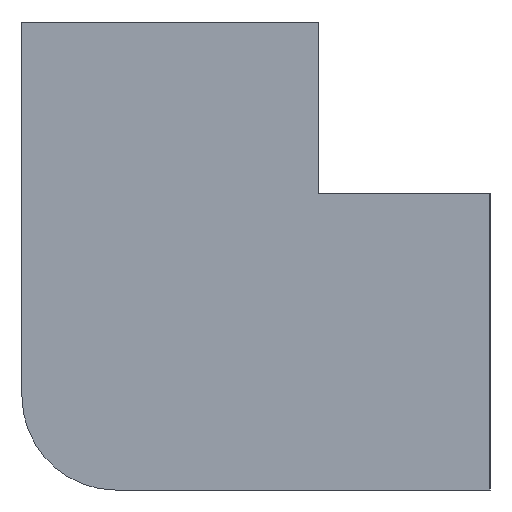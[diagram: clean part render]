
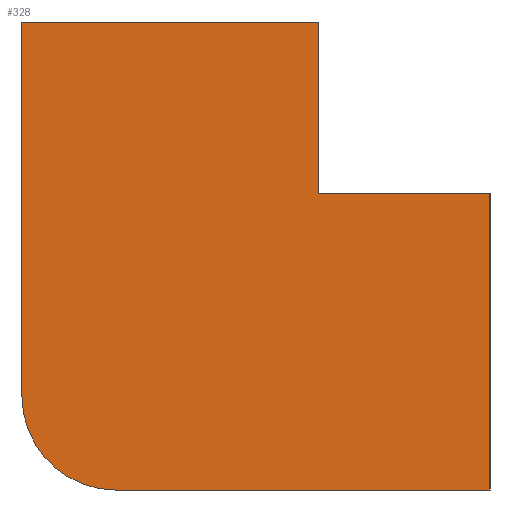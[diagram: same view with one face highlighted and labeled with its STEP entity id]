
A CAD part, left-side view. The second image highlights one B-rep face of the part: STEP entity #328.
In plain terms, the highlighted planar face has unit normal (-1, 0, 0).
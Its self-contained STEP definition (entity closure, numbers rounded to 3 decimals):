
#9 = CARTESIAN_POINT ( 'NONE',  ( -77.55, 30., -50. ) ) ;
#12 = CARTESIAN_POINT ( 'NONE',  ( -77.55, -13.4, 13.4 ) ) ;
#17 = CARTESIAN_POINT ( 'NONE',  ( -77.55, 50., 50. ) ) ;
#20 = CARTESIAN_POINT ( 'NONE',  ( -77.55, -13.4, 50. ) ) ;
#22 = CARTESIAN_POINT ( 'NONE',  ( -77.55, 50., -30. ) ) ;
#48 = CARTESIAN_POINT ( 'NONE',  ( -77.55, 50., 50. ) ) ;
#53 = DIRECTION ( 'NONE',  ( 0., 0., 1. ) ) ;
#58 = VECTOR ( 'NONE', #326, 1000. ) ;
#63 = LINE ( 'NONE', #267, #58 ) ;
#75 = VECTOR ( 'NONE', #53, 1000. ) ;
#76 = LINE ( 'NONE', #48, #75 ) ;
#89 = FACE_OUTER_BOUND ( 'NONE', #358, .T. ) ;
#91 = AXIS2_PLACEMENT_3D ( 'NONE', #136, #121, #120 ) ;
#98 = CARTESIAN_POINT ( 'NONE',  ( -77.55, -50., -50. ) ) ;
#111 = EDGE_CURVE ( 'NONE', #386, #463, #341, .T. ) ;
#116 = VECTOR ( 'NONE', #162, 1000. ) ;
#120 = DIRECTION ( 'NONE',  ( 0., 0., -1. ) ) ;
#121 = DIRECTION ( 'NONE',  ( 1., 0., 0. ) ) ;
#124 = CIRCLE ( 'NONE', #158, 20. ) ;
#130 = LINE ( 'NONE', #166, #116 ) ;
#136 = CARTESIAN_POINT ( 'NONE',  ( -77.55, 30., -30. ) ) ;
#137 = PLANE ( 'NONE',  #91 ) ;
#140 = VECTOR ( 'NONE', #177, 1000. ) ;
#146 = DIRECTION ( 'NONE',  ( 0., 0., -1. ) ) ;
#148 = DIRECTION ( 'NONE',  ( 1., 0., 0. ) ) ;
#152 = CARTESIAN_POINT ( 'NONE',  ( -77.55, 30., -30. ) ) ;
#158 = AXIS2_PLACEMENT_3D ( 'NONE', #152, #148, #146 ) ;
#162 = DIRECTION ( 'NONE',  ( 0., 0., -1. ) ) ;
#166 = CARTESIAN_POINT ( 'NONE',  ( -77.55, -13.4, 50. ) ) ;
#169 = LINE ( 'NONE', #184, #140 ) ;
#177 = DIRECTION ( 'NONE',  ( 0., -1., 0. ) ) ;
#184 = CARTESIAN_POINT ( 'NONE',  ( -77.55, 50., 50. ) ) ;
#200 = DIRECTION ( 'NONE',  ( 0., 1., 0. ) ) ;
#203 = EDGE_CURVE ( 'NONE', #526, #386, #250, .T. ) ;
#212 = EDGE_CURVE ( 'NONE', #442, #445, #169, .T. ) ;
#224 = VECTOR ( 'NONE', #229, 1000. ) ;
#229 = DIRECTION ( 'NONE',  ( 0., 0., -1. ) ) ;
#232 = CARTESIAN_POINT ( 'NONE',  ( -77.55, -50., 13.4 ) ) ;
#234 = EDGE_CURVE ( 'NONE', #445, #461, #130, .T. ) ;
#237 = EDGE_CURVE ( 'NONE', #463, #435, #124, .T. ) ;
#250 = LINE ( 'NONE', #232, #224 ) ;
#267 = CARTESIAN_POINT ( 'NONE',  ( -77.55, -50., 13.4 ) ) ;
#294 = CARTESIAN_POINT ( 'NONE',  ( -77.55, -50., 13.4 ) ) ;
#320 = VECTOR ( 'NONE', #200, 1000. ) ;
#326 = DIRECTION ( 'NONE',  ( 0., -1., 0. ) ) ;
#328 = ADVANCED_FACE ( 'NONE', ( #89 ), #137, .F. ) ;
#341 = LINE ( 'NONE', #508, #320 ) ;
#358 = EDGE_LOOP ( 'NONE', ( #468, #469, #473, #474, #478, #479, #480 ) ) ;
#386 = VERTEX_POINT ( 'NONE', #98 ) ;
#416 = EDGE_CURVE ( 'NONE', #435, #442, #76, .T. ) ;
#435 = VERTEX_POINT ( 'NONE', #22 ) ;
#442 = VERTEX_POINT ( 'NONE', #17 ) ;
#445 = VERTEX_POINT ( 'NONE', #20 ) ;
#461 = VERTEX_POINT ( 'NONE', #12 ) ;
#463 = VERTEX_POINT ( 'NONE', #9 ) ;
#468 = ORIENTED_EDGE ( 'NONE', *, *, #203, .F. ) ;
#469 = ORIENTED_EDGE ( 'NONE', *, *, #524, .F. ) ;
#473 = ORIENTED_EDGE ( 'NONE', *, *, #234, .F. ) ;
#474 = ORIENTED_EDGE ( 'NONE', *, *, #212, .F. ) ;
#478 = ORIENTED_EDGE ( 'NONE', *, *, #416, .F. ) ;
#479 = ORIENTED_EDGE ( 'NONE', *, *, #237, .F. ) ;
#480 = ORIENTED_EDGE ( 'NONE', *, *, #111, .F. ) ;
#508 = CARTESIAN_POINT ( 'NONE',  ( -77.55, 30., -50. ) ) ;
#524 = EDGE_CURVE ( 'NONE', #461, #526, #63, .T. ) ;
#526 = VERTEX_POINT ( 'NONE', #294 ) ;
